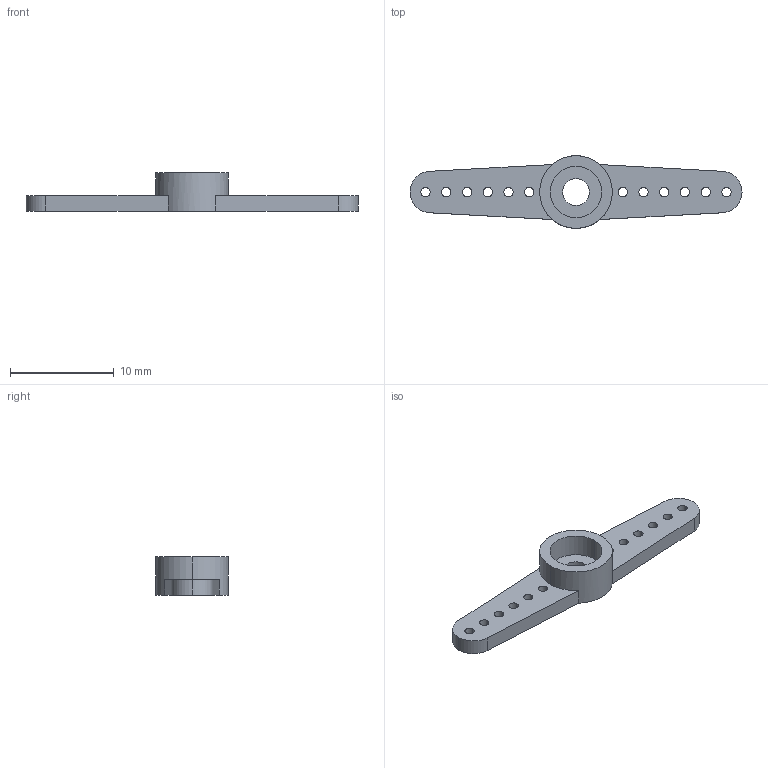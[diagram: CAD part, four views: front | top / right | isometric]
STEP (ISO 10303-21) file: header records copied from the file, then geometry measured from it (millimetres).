
FILE_DESCRIPTION (( 'STEP AP203' ), '1' );
FILE_NAME ('horn_double_sg90.STEP', '2021-09-05T11:17:20', ( '' ), ( '' ), 'SwSTEP 2.0', 'SolidWorks 2016', '' );
FILE_SCHEMA (( 'CONFIG_CONTROL_DESIGN' ));
Length unit declared in the file: millimetre
Products named in the file (1): horn_double_sg90
Bounding box: 32 x 7 x 3.7 mm (x, y, z)
Volume: 235.5 mm3; surface area: 533.9 mm2
Topology: 1 solids, 1 shells, 45 faces, 123 edges, 82 vertices
Faces by surface type: cylinder 35, plane 10
Entity records: 1600 total; most frequent: DIRECTION 289, CARTESIAN_POINT 251, ORIENTED_EDGE 246, EDGE_CURVE 123, AXIS2_PLACEMENT_3D 120, VERTEX_POINT 82, CIRCLE 74, EDGE_LOOP 73
